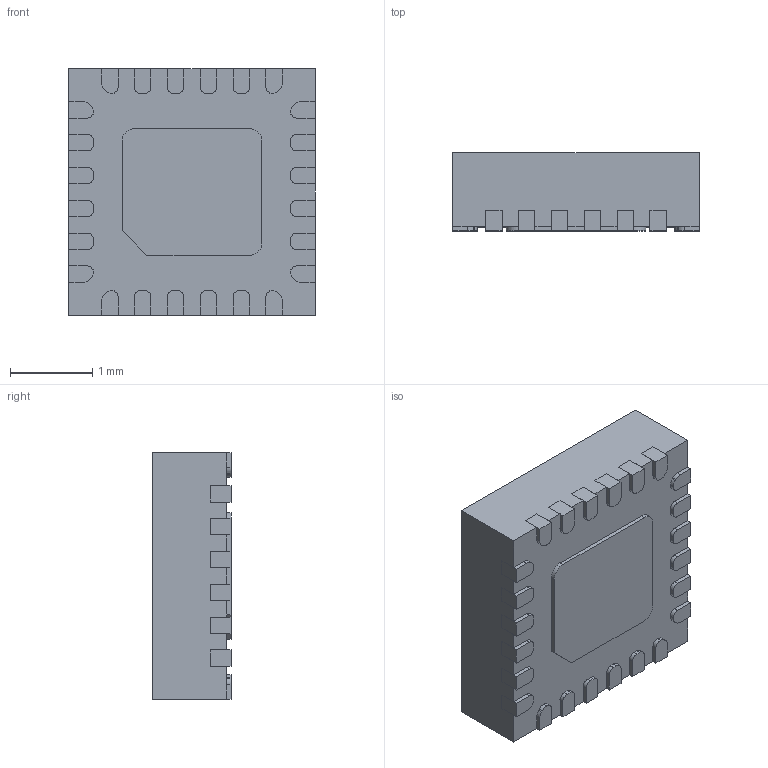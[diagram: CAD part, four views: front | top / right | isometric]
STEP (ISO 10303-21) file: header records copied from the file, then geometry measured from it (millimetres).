
FILE_DESCRIPTION (( 'STEP AP214' ), '1' );
FILE_NAME ('MPU-6500.STEP', '2021-02-05T04:01:08', ( '' ), ( '' ), 'SwSTEP 2.0', 'SolidWorks 2017', '' );
FILE_SCHEMA (( 'AUTOMOTIVE_DESIGN' ));
Length unit declared in the file: millimetre
Products named in the file (1): MPU-6500
Bounding box: 3 x 0.95 x 3 mm (x, y, z)
Volume: 8.3 mm3; surface area: 47.8 mm2
Topology: 27 solids, 27 shells, 416 faces, 1080 edges, 720 vertices
Faces by surface type: plane 286, cylinder 130
Entity records: 12972 total; most frequent: CARTESIAN_POINT 2217, DIRECTION 2174, ORIENTED_EDGE 2160, EDGE_CURVE 1080, LINE 820, VECTOR 820, VERTEX_POINT 720, AXIS2_PLACEMENT_3D 677
